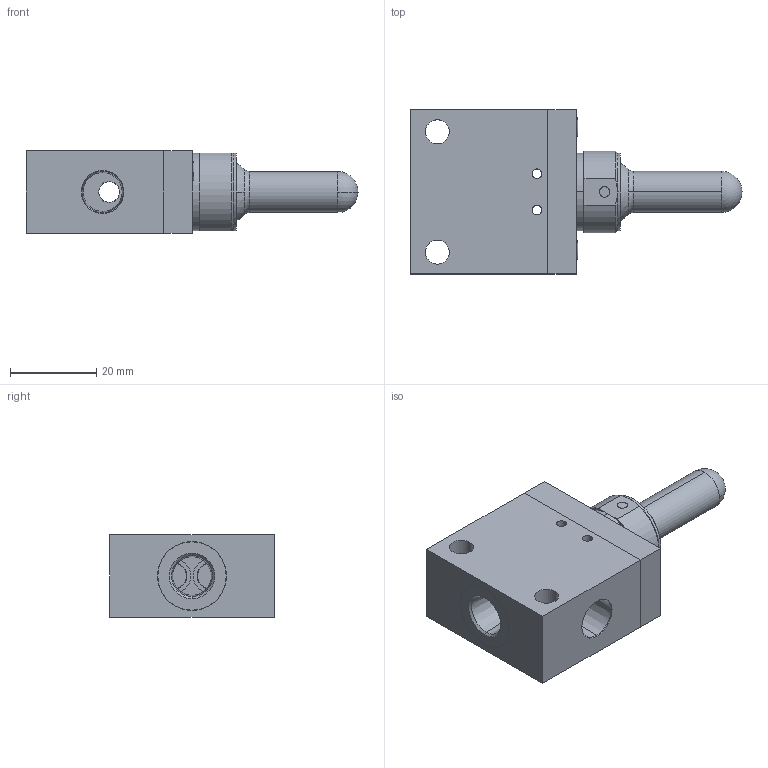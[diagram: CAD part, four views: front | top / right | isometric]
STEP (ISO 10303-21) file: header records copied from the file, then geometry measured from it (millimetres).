
FILE_DESCRIPTION (( 'STEP AP214' ), '1' );
FILE_NAME ('GVS-331F-TM.step', '2018-10-25T18:27:09', ( '' ), ( '' ), 'SwSTEP 2.0', 'SolidWorks 2018', '' );
FILE_SCHEMA (( 'AUTOMOTIVE_DESIGN' ));
Length unit declared in the file: inch
Products named in the file (1): GVS-331F-TM
Bounding box: 77.06 x 38.1 x 19.05 mm (x, y, z)
Volume: 24564.9 mm3; surface area: 14160.3 mm2
Topology: 7 solids, 7 shells, 160 faces, 370 edges, 229 vertices
Faces by surface type: cylinder 74, plane 46, cone 30, torus 6, sphere 4
Entity records: 7121 total; most frequent: CARTESIAN_POINT 1155, DIRECTION 846, ORIENTED_EDGE 724, EDGE_CURVE 362, AXIS2_PLACEMENT_3D 351, VERTEX_POINT 229, EDGE_LOOP 207, CIRCLE 190
